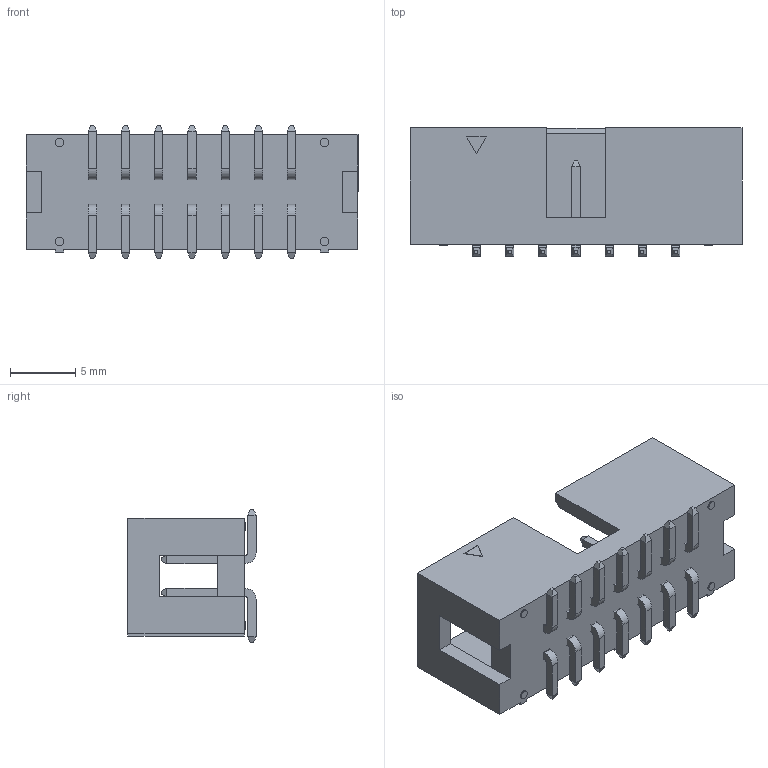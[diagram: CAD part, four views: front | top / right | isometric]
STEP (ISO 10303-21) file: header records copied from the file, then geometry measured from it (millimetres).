
FILE_DESCRIPTION (( 'STEP AP214' ), '1' );
FILE_NAME ('3020-14-0300-xx.STEP', '2017-08-22T08:20:59', ( '' ), ( '' ), 'SwSTEP 2.0', 'SolidWorks 2016', '' );
FILE_SCHEMA (( 'AUTOMOTIVE_DESIGN' ));
Length unit declared in the file: millimetre
Products named in the file (3): 00-T-SMT; 3020-14-0300-xx; 00-H
Assembly tree (2 placements, depth 2):
  3020-14-0300-xx
    00-H
    00-T-SMT
Bounding box: 25.4 x 9.8 x 10.2 mm (x, y, z)
Volume: 932.6 mm3; surface area: 1768.5 mm2
Topology: 15 solids, 15 shells, 315 faces, 732 edges, 448 vertices
Faces by surface type: plane 279, cylinder 36
Entity records: 9295 total; most frequent: CARTESIAN_POINT 1500, ORIENTED_EDGE 1464, DIRECTION 1444, EDGE_CURVE 732, LINE 660, VECTOR 660, VERTEX_POINT 448, AXIS2_PLACEMENT_3D 392
